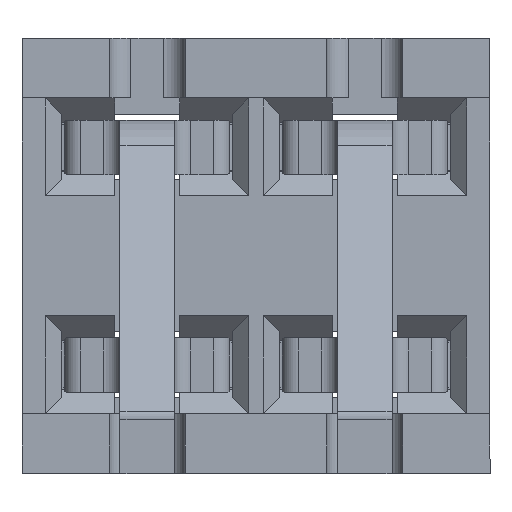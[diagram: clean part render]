
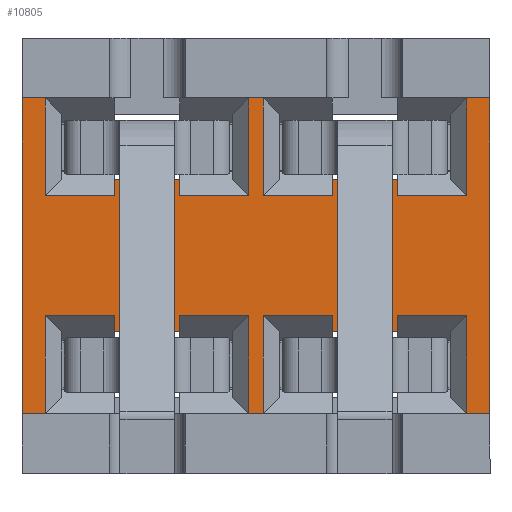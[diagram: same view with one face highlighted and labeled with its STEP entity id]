
A CAD part, front view. The second image highlights one B-rep face of the part: STEP entity #10805.
In plain terms, the highlighted face is planar.
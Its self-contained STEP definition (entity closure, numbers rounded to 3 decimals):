
#1142=ORIENTED_EDGE('',*,*,#2934,.T.);
#1143=ORIENTED_EDGE('',*,*,#2928,.T.);
#1144=ORIENTED_EDGE('',*,*,#2888,.T.);
#1145=ORIENTED_EDGE('',*,*,#2920,.T.);
#1146=ORIENTED_EDGE('',*,*,#2893,.T.);
#1147=ORIENTED_EDGE('',*,*,#3219,.T.);
#1148=ORIENTED_EDGE('',*,*,#2932,.T.);
#1149=ORIENTED_EDGE('',*,*,#3171,.F.);
#1150=ORIENTED_EDGE('',*,*,#3160,.F.);
#1151=ORIENTED_EDGE('',*,*,#3179,.T.);
#1152=ORIENTED_EDGE('',*,*,#2983,.T.);
#1153=ORIENTED_EDGE('',*,*,#3218,.T.);
#1154=ORIENTED_EDGE('',*,*,#2942,.T.);
#1155=ORIENTED_EDGE('',*,*,#2965,.T.);
#1156=ORIENTED_EDGE('',*,*,#2941,.T.);
#1157=ORIENTED_EDGE('',*,*,#2981,.T.);
#1158=ORIENTED_EDGE('',*,*,#2986,.T.);
#1159=ORIENTED_EDGE('',*,*,#3212,.T.);
#1160=ORIENTED_EDGE('',*,*,#3113,.T.);
#1161=ORIENTED_EDGE('',*,*,#3199,.T.);
#1162=ORIENTED_EDGE('',*,*,#3072,.T.);
#1163=ORIENTED_EDGE('',*,*,#3095,.T.);
#1164=ORIENTED_EDGE('',*,*,#3071,.T.);
#1165=ORIENTED_EDGE('',*,*,#3111,.T.);
#1166=ORIENTED_EDGE('',*,*,#3116,.T.);
#1167=ORIENTED_EDGE('',*,*,#3191,.T.);
#1168=ORIENTED_EDGE('',*,*,#3152,.T.);
#1169=ORIENTED_EDGE('',*,*,#3189,.F.);
#1170=ORIENTED_EDGE('',*,*,#3064,.T.);
#1171=ORIENTED_EDGE('',*,*,#3058,.T.);
#1172=ORIENTED_EDGE('',*,*,#3018,.T.);
#1173=ORIENTED_EDGE('',*,*,#3050,.T.);
#1174=ORIENTED_EDGE('',*,*,#3023,.T.);
#1175=ORIENTED_EDGE('',*,*,#3206,.T.);
#1176=ORIENTED_EDGE('',*,*,#3062,.T.);
#1177=ORIENTED_EDGE('',*,*,#3210,.F.);
#2888=EDGE_CURVE('',#4088,#4089,#4872,.T.);
#2893=EDGE_CURVE('',#4092,#4093,#4877,.T.);
#2920=EDGE_CURVE('',#4089,#4092,#4904,.T.);
#2928=EDGE_CURVE('',#4116,#4088,#4912,.T.);
#2932=EDGE_CURVE('',#4118,#4117,#4916,.T.);
#2934=EDGE_CURVE('',#4119,#4116,#4918,.T.);
#2941=EDGE_CURVE('',#4121,#4122,#4925,.T.);
#2942=EDGE_CURVE('',#4123,#4124,#4926,.T.);
#2965=EDGE_CURVE('',#4124,#4121,#4949,.T.);
#2981=EDGE_CURVE('',#4122,#4148,#4965,.T.);
#2983=EDGE_CURVE('',#4150,#4149,#4967,.T.);
#2986=EDGE_CURVE('',#4148,#4151,#4970,.T.);
#3018=EDGE_CURVE('',#4176,#4177,#4994,.T.);
#3023=EDGE_CURVE('',#4180,#4181,#4999,.T.);
#3050=EDGE_CURVE('',#4177,#4180,#5026,.T.);
#3058=EDGE_CURVE('',#4204,#4176,#5034,.T.);
#3062=EDGE_CURVE('',#4206,#4205,#5038,.T.);
#3064=EDGE_CURVE('',#4207,#4204,#5040,.T.);
#3071=EDGE_CURVE('',#4209,#4210,#5047,.T.);
#3072=EDGE_CURVE('',#4211,#4212,#5048,.T.);
#3095=EDGE_CURVE('',#4212,#4209,#5071,.T.);
#3111=EDGE_CURVE('',#4210,#4236,#5087,.T.);
#3113=EDGE_CURVE('',#4238,#4237,#5089,.T.);
#3116=EDGE_CURVE('',#4236,#4239,#5092,.T.);
#3152=EDGE_CURVE('',#4269,#4268,#5120,.T.);
#3160=EDGE_CURVE('',#4276,#4277,#5128,.T.);
#3171=EDGE_CURVE('',#4277,#4117,#5139,.T.);
#3179=EDGE_CURVE('',#4276,#4150,#5147,.T.);
#3189=EDGE_CURVE('',#4207,#4268,#5157,.T.);
#3191=EDGE_CURVE('',#4239,#4269,#5159,.T.);
#3199=EDGE_CURVE('',#4237,#4211,#5167,.T.);
#3206=EDGE_CURVE('',#4181,#4206,#5174,.T.);
#3210=EDGE_CURVE('',#4119,#4205,#5178,.T.);
#3212=EDGE_CURVE('',#4151,#4238,#5180,.T.);
#3218=EDGE_CURVE('',#4149,#4123,#5186,.T.);
#3219=EDGE_CURVE('',#4093,#4118,#5187,.T.);
#4088=VERTEX_POINT('',#14221);
#4089=VERTEX_POINT('',#14222);
#4092=VERTEX_POINT('',#14229);
#4093=VERTEX_POINT('',#14231);
#4116=VERTEX_POINT('',#14301);
#4117=VERTEX_POINT('',#14306);
#4118=VERTEX_POINT('',#14308);
#4119=VERTEX_POINT('',#14312);
#4121=VERTEX_POINT('',#14323);
#4122=VERTEX_POINT('',#14325);
#4123=VERTEX_POINT('',#14329);
#4124=VERTEX_POINT('',#14330);
#4148=VERTEX_POINT('',#14403);
#4149=VERTEX_POINT('',#14407);
#4150=VERTEX_POINT('',#14409);
#4151=VERTEX_POINT('',#14413);
#4176=VERTEX_POINT('',#14483);
#4177=VERTEX_POINT('',#14484);
#4180=VERTEX_POINT('',#14491);
#4181=VERTEX_POINT('',#14493);
#4204=VERTEX_POINT('',#14563);
#4205=VERTEX_POINT('',#14568);
#4206=VERTEX_POINT('',#14570);
#4207=VERTEX_POINT('',#14574);
#4209=VERTEX_POINT('',#14585);
#4210=VERTEX_POINT('',#14587);
#4211=VERTEX_POINT('',#14591);
#4212=VERTEX_POINT('',#14592);
#4236=VERTEX_POINT('',#14665);
#4237=VERTEX_POINT('',#14669);
#4238=VERTEX_POINT('',#14671);
#4239=VERTEX_POINT('',#14675);
#4268=VERTEX_POINT('',#14752);
#4269=VERTEX_POINT('',#14754);
#4276=VERTEX_POINT('',#14769);
#4277=VERTEX_POINT('',#14771);
#4872=LINE('',#14220,#5832);
#4877=LINE('',#14232,#5837);
#4904=LINE('',#14285,#5864);
#4912=LINE('',#14300,#5872);
#4916=LINE('',#14307,#5876);
#4918=LINE('',#14311,#5878);
#4925=LINE('',#14326,#5885);
#4926=LINE('',#14328,#5886);
#4949=LINE('',#14375,#5909);
#4965=LINE('',#14404,#5925);
#4967=LINE('',#14408,#5927);
#4970=LINE('',#14414,#5930);
#4994=LINE('',#14482,#5954);
#4999=LINE('',#14494,#5959);
#5026=LINE('',#14547,#5986);
#5034=LINE('',#14562,#5994);
#5038=LINE('',#14569,#5998);
#5040=LINE('',#14573,#6000);
#5047=LINE('',#14588,#6007);
#5048=LINE('',#14590,#6008);
#5071=LINE('',#14637,#6031);
#5087=LINE('',#14666,#6047);
#5089=LINE('',#14670,#6049);
#5092=LINE('',#14676,#6052);
#5120=LINE('',#14753,#6080);
#5128=LINE('',#14770,#6088);
#5139=LINE('',#14787,#6099);
#5147=LINE('',#14797,#6107);
#5157=LINE('',#14812,#6117);
#5159=LINE('',#14815,#6119);
#5167=LINE('',#14831,#6127);
#5174=LINE('',#14845,#6134);
#5178=LINE('',#14851,#6138);
#5180=LINE('',#14854,#6140);
#5186=LINE('',#14868,#6146);
#5187=LINE('',#14870,#6147);
#5832=VECTOR('',#11862,1000.);
#5837=VECTOR('',#11869,1000.);
#5864=VECTOR('',#11912,1000.);
#5872=VECTOR('',#11926,1000.);
#5876=VECTOR('',#11932,1000.);
#5878=VECTOR('',#11936,1000.);
#5885=VECTOR('',#11951,1000.);
#5886=VECTOR('',#11954,1000.);
#5909=VECTOR('',#11991,1000.);
#5925=VECTOR('',#12015,1000.);
#5927=VECTOR('',#12019,1000.);
#5930=VECTOR('',#12024,1000.);
#5954=VECTOR('',#12088,1000.);
#5959=VECTOR('',#12095,1000.);
#5986=VECTOR('',#12138,1000.);
#5994=VECTOR('',#12152,1000.);
#5998=VECTOR('',#12158,1000.);
#6000=VECTOR('',#12162,1000.);
#6007=VECTOR('',#12177,1000.);
#6008=VECTOR('',#12180,1000.);
#6031=VECTOR('',#12217,1000.);
#6047=VECTOR('',#12241,1000.);
#6049=VECTOR('',#12245,1000.);
#6052=VECTOR('',#12250,1000.);
#6080=VECTOR('',#12318,1000.);
#6088=VECTOR('',#12328,1000.);
#6099=VECTOR('',#12345,1000.);
#6107=VECTOR('',#12357,1000.);
#6117=VECTOR('',#12377,1000.);
#6119=VECTOR('',#12381,1000.);
#6127=VECTOR('',#12405,1000.);
#6134=VECTOR('',#12426,1000.);
#6138=VECTOR('',#12434,1000.);
#6140=VECTOR('',#12438,1000.);
#6146=VECTOR('',#12460,1000.);
#6147=VECTOR('',#12463,1000.);
#6835=EDGE_LOOP('',(#1142,#1143,#1144,#1145,#1146,#1147,#1148,#1149,#1150,
#1151,#1152,#1153,#1154,#1155,#1156,#1157,#1158,#1159,#1160,#1161,#1162,
#1163,#1164,#1165,#1166,#1167,#1168,#1169,#1170,#1171,#1172,#1173,#1174,
#1175,#1176,#1177));
#7261=FACE_BOUND('',#6835,.T.);
#7659=PLANE('',#11234);
#10805=ADVANCED_FACE('',(#7261),#7659,.F.);
#11234=AXIS2_PLACEMENT_3D('',#14869,#12461,#12462);
#11862=DIRECTION('',(0.,0.,1.));
#11869=DIRECTION('',(0.,0.,-1.));
#11912=DIRECTION('',(1.,0.,0.));
#11926=DIRECTION('',(1.,0.,0.));
#11932=DIRECTION('',(0.,0.,1.));
#11936=DIRECTION('',(0.,0.,-1.));
#11951=DIRECTION('',(0.,0.,1.));
#11954=DIRECTION('',(0.,0.,-1.));
#11991=DIRECTION('',(-1.,0.,0.));
#12015=DIRECTION('',(-1.,0.,0.));
#12019=DIRECTION('',(0.,0.,1.));
#12024=DIRECTION('',(0.,0.,-1.));
#12088=DIRECTION('',(0.,0.,1.));
#12095=DIRECTION('',(0.,0.,-1.));
#12138=DIRECTION('',(1.,0.,0.));
#12152=DIRECTION('',(1.,0.,0.));
#12158=DIRECTION('',(0.,0.,1.));
#12162=DIRECTION('',(0.,0.,-1.));
#12177=DIRECTION('',(0.,0.,1.));
#12180=DIRECTION('',(0.,0.,-1.));
#12217=DIRECTION('',(-1.,0.,0.));
#12241=DIRECTION('',(-1.,0.,0.));
#12245=DIRECTION('',(0.,0.,1.));
#12250=DIRECTION('',(0.,0.,-1.));
#12318=DIRECTION('',(0.,0.,1.));
#12328=DIRECTION('',(0.,0.,1.));
#12345=DIRECTION('',(-1.,0.,0.));
#12357=DIRECTION('',(-1.,0.,0.));
#12377=DIRECTION('',(-1.,0.,0.));
#12381=DIRECTION('',(-1.,0.,0.));
#12405=DIRECTION('',(-1.,0.,0.));
#12426=DIRECTION('',(1.,0.,0.));
#12434=DIRECTION('',(-1.,0.,0.));
#12438=DIRECTION('',(-1.,0.,0.));
#12460=DIRECTION('',(-1.,0.,0.));
#12461=DIRECTION('',(0.,-1.,0.));
#12462=DIRECTION('',(0.,0.,-1.));
#12463=DIRECTION('',(1.,0.,0.));
#14220=CARTESIAN_POINT('',(0.7,2.675,0.55));
#14221=CARTESIAN_POINT('',(0.7,2.675,0.55));
#14222=CARTESIAN_POINT('',(0.7,2.675,0.7));
#14229=CARTESIAN_POINT('',(1.3,2.675,0.7));
#14231=CARTESIAN_POINT('',(1.3,2.675,0.55));
#14232=CARTESIAN_POINT('',(1.3,2.675,0.7));
#14285=CARTESIAN_POINT('',(0.7,2.675,0.7));
#14300=CARTESIAN_POINT('',(2.15,2.675,0.55));
#14301=CARTESIAN_POINT('',(0.065,2.675,0.55));
#14306=CARTESIAN_POINT('',(1.935,2.675,1.45));
#14307=CARTESIAN_POINT('',(1.935,2.675,1.45));
#14308=CARTESIAN_POINT('',(1.935,2.675,0.55));
#14311=CARTESIAN_POINT('',(0.065,2.675,1.45));
#14312=CARTESIAN_POINT('',(0.065,2.675,1.45));
#14323=CARTESIAN_POINT('',(0.7,2.675,-0.7));
#14325=CARTESIAN_POINT('',(0.7,2.675,-0.55));
#14326=CARTESIAN_POINT('',(0.7,2.675,-0.7));
#14328=CARTESIAN_POINT('',(1.3,2.675,-0.55));
#14329=CARTESIAN_POINT('',(1.3,2.675,-0.55));
#14330=CARTESIAN_POINT('',(1.3,2.675,-0.7));
#14375=CARTESIAN_POINT('',(1.3,2.675,-0.7));
#14403=CARTESIAN_POINT('',(0.065,2.675,-0.55));
#14404=CARTESIAN_POINT('',(2.15,2.675,-0.55));
#14407=CARTESIAN_POINT('',(1.935,2.675,-0.55));
#14408=CARTESIAN_POINT('',(1.935,2.675,1.45));
#14409=CARTESIAN_POINT('',(1.935,2.675,-1.45));
#14413=CARTESIAN_POINT('',(0.065,2.675,-1.45));
#14414=CARTESIAN_POINT('',(0.065,2.675,1.45));
#14482=CARTESIAN_POINT('',(-1.3,2.675,0.55));
#14483=CARTESIAN_POINT('',(-1.3,2.675,0.55));
#14484=CARTESIAN_POINT('',(-1.3,2.675,0.7));
#14491=CARTESIAN_POINT('',(-0.7,2.675,0.7));
#14493=CARTESIAN_POINT('',(-0.7,2.675,0.55));
#14494=CARTESIAN_POINT('',(-0.7,2.675,0.7));
#14547=CARTESIAN_POINT('',(-1.3,2.675,0.7));
#14562=CARTESIAN_POINT('',(2.15,2.675,0.55));
#14563=CARTESIAN_POINT('',(-1.935,2.675,0.55));
#14568=CARTESIAN_POINT('',(-0.065,2.675,1.45));
#14569=CARTESIAN_POINT('',(-0.065,2.675,1.45));
#14570=CARTESIAN_POINT('',(-0.065,2.675,0.55));
#14573=CARTESIAN_POINT('',(-1.935,2.675,1.45));
#14574=CARTESIAN_POINT('',(-1.935,2.675,1.45));
#14585=CARTESIAN_POINT('',(-1.3,2.675,-0.7));
#14587=CARTESIAN_POINT('',(-1.3,2.675,-0.55));
#14588=CARTESIAN_POINT('',(-1.3,2.675,-0.7));
#14590=CARTESIAN_POINT('',(-0.7,2.675,-0.55));
#14591=CARTESIAN_POINT('',(-0.7,2.675,-0.55));
#14592=CARTESIAN_POINT('',(-0.7,2.675,-0.7));
#14637=CARTESIAN_POINT('',(-0.7,2.675,-0.7));
#14665=CARTESIAN_POINT('',(-1.935,2.675,-0.55));
#14666=CARTESIAN_POINT('',(2.15,2.675,-0.55));
#14669=CARTESIAN_POINT('',(-0.065,2.675,-0.55));
#14670=CARTESIAN_POINT('',(-0.065,2.675,1.45));
#14671=CARTESIAN_POINT('',(-0.065,2.675,-1.45));
#14675=CARTESIAN_POINT('',(-1.935,2.675,-1.45));
#14676=CARTESIAN_POINT('',(-1.935,2.675,1.45));
#14752=CARTESIAN_POINT('',(-2.15,2.675,1.45));
#14753=CARTESIAN_POINT('',(-2.15,2.675,1.45));
#14754=CARTESIAN_POINT('',(-2.15,2.675,-1.45));
#14769=CARTESIAN_POINT('',(2.15,2.675,-1.45));
#14770=CARTESIAN_POINT('',(2.15,2.675,1.45));
#14771=CARTESIAN_POINT('',(2.15,2.675,1.45));
#14787=CARTESIAN_POINT('',(2.15,2.675,1.45));
#14797=CARTESIAN_POINT('',(2.15,2.675,-1.45));
#14812=CARTESIAN_POINT('',(2.15,2.675,1.45));
#14815=CARTESIAN_POINT('',(2.15,2.675,-1.45));
#14831=CARTESIAN_POINT('',(2.15,2.675,-0.55));
#14845=CARTESIAN_POINT('',(2.15,2.675,0.55));
#14851=CARTESIAN_POINT('',(2.15,2.675,1.45));
#14854=CARTESIAN_POINT('',(2.15,2.675,-1.45));
#14868=CARTESIAN_POINT('',(2.15,2.675,-0.55));
#14869=CARTESIAN_POINT('',(2.15,2.675,1.45));
#14870=CARTESIAN_POINT('',(2.15,2.675,0.55));
